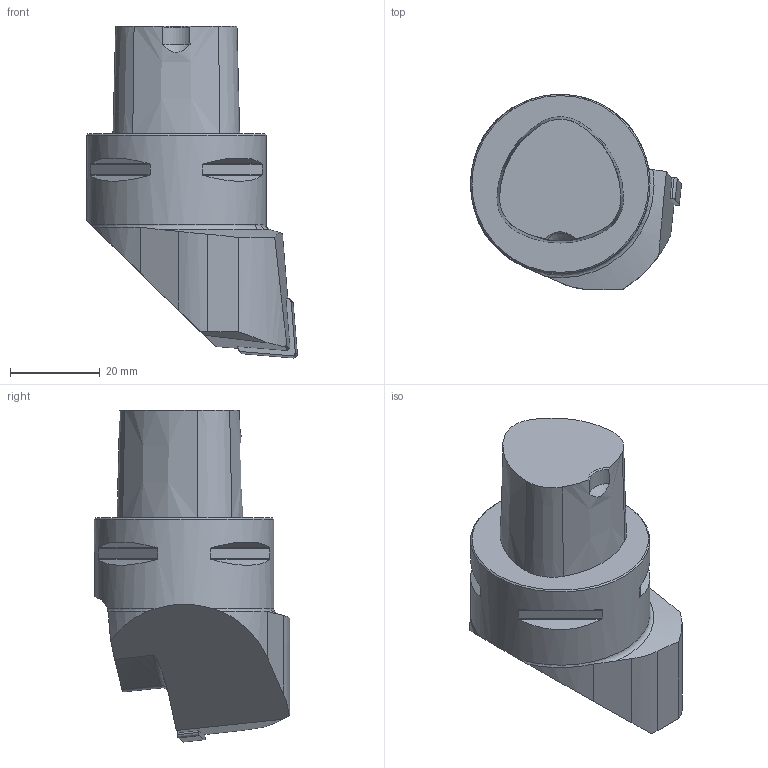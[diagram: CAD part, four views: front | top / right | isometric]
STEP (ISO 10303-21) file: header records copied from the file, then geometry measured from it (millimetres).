
FILE_DESCRIPTION(/* description */ (''),/* implementation_level */ '2;1');
FILE_NAME(/* name */ 'TOOLASSEMBLY_1.STP',/* time_stamp */ '2023-11-15T11:08:53+01:00',/* author */ (''),/* organization */ ('SMS'),/* preprocessor_version */ 'ST-DEVELOPER v16.7',/* originating_system */ 'SIEMENS PLM Software NX 12.0',/* authorisation */ '');
FILE_SCHEMA (('AUTOMOTIVE_DESIGN { 1 0 10303 214 3 1 1 1 }'));
Length unit declared in the file: millimetre
Products named in the file (4): ASSEMBLY_CONSTRUCTION; IsoTurningInsert; NOCUT_20231115110651; TOOLASSEMBLY_1
Assembly tree (3 placements, depth 2):
  TOOLASSEMBLY_1
    NOCUT_20231115110651
    IsoTurningInsert
    ASSEMBLY_CONSTRUCTION
Bounding box: 47 x 43.5 x 74 mm (x, y, z)
Volume: 61211.5 mm3; surface area: 10608 mm2
Topology: 2 solids, 2 shells, 101 faces, 265 edges, 179 vertices
Faces by surface type: plane 46, cylinder 35, cone 12, torus 8
Full cylindrical faces by diameter (mm): 5.156 x1, 8 x1, 40 x1
Entity records: 3633 total; most frequent: CARTESIAN_POINT 1038, ORIENTED_EDGE 512, DIRECTION 512, EDGE_CURVE 256, AXIS2_PLACEMENT_3D 203, VERTEX_POINT 172, EDGE_LOOP 116, LINE 106
